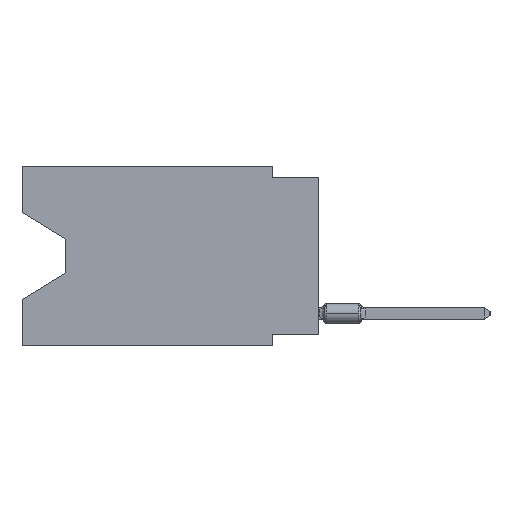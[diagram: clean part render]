
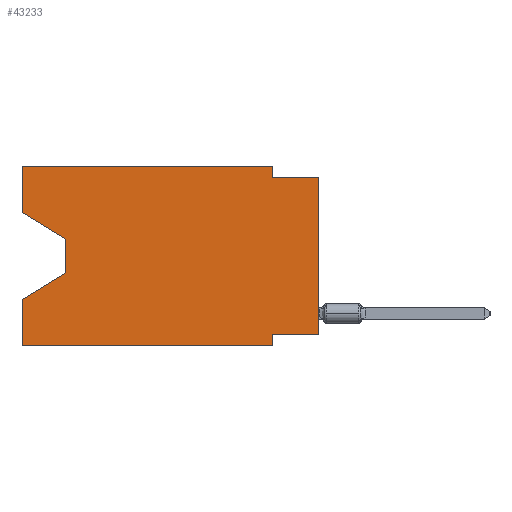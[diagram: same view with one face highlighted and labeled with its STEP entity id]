
A CAD part, left-side view. The second image highlights one B-rep face of the part: STEP entity #43233.
In plain terms, the highlighted planar face has unit normal (-1, 0, 0).
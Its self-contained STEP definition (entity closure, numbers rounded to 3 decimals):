
#47 = CARTESIAN_POINT ( 'NONE',  ( 0., 2.54, -9.906 ) ) ;
#76 = FACE_OUTER_BOUND ( 'NONE', #9194, .T. ) ;
#249 = EDGE_CURVE ( 'NONE', #44787, #13338, #31717, .T. ) ;
#357 = CARTESIAN_POINT ( 'NONE',  ( 0., 16.383, -9.906 ) ) ;
#778 = ORIENTED_EDGE ( 'NONE', *, *, #46678, .T. ) ;
#893 = CARTESIAN_POINT ( 'NONE',  ( 0., 0., -9.271 ) ) ;
#1998 = CARTESIAN_POINT ( 'NONE',  ( 0., 16.383, -2.546 ) ) ;
#2038 = LINE ( 'NONE', #25175, #5081 ) ;
#3884 = DIRECTION ( 'NONE',  ( 0., 0., -1. ) ) ;
#4306 = ORIENTED_EDGE ( 'NONE', *, *, #18348, .F. ) ;
#4468 = DIRECTION ( 'NONE',  ( 0., -1., 0. ) ) ;
#5081 = VECTOR ( 'NONE', #51600, 1000. ) ;
#5126 = LINE ( 'NONE', #27110, #41326 ) ;
#5437 = EDGE_CURVE ( 'NONE', #49245, #50707, #55039, .T. ) ;
#6343 = CARTESIAN_POINT ( 'NONE',  ( 0., 2.54, 0. ) ) ;
#7453 = CARTESIAN_POINT ( 'NONE',  ( 0., 0., -0.635 ) ) ;
#7948 = CARTESIAN_POINT ( 'NONE',  ( 0., 13.97, -4.013 ) ) ;
#8588 = DIRECTION ( 'NONE',  ( 1., 0., 0. ) ) ;
#8791 = VERTEX_POINT ( 'NONE', #55605 ) ;
#9194 = EDGE_LOOP ( 'NONE', ( #49290, #37350, #778, #14675, #27486, #23892, #48453, #39625, #4306, #23685, #14173, #47591 ) ) ;
#9560 = DIRECTION ( 'NONE',  ( 0., 0., -1. ) ) ;
#10466 = CARTESIAN_POINT ( 'NONE',  ( 0., 16.383, -2.546 ) ) ;
#10751 = CARTESIAN_POINT ( 'NONE',  ( 0., 0., -0.635 ) ) ;
#11054 = LINE ( 'NONE', #15728, #48768 ) ;
#12132 = EDGE_CURVE ( 'NONE', #42096, #51511, #37178, .T. ) ;
#13338 = VERTEX_POINT ( 'NONE', #47 ) ;
#14173 = ORIENTED_EDGE ( 'NONE', *, *, #37238, .F. ) ;
#14675 = ORIENTED_EDGE ( 'NONE', *, *, #26458, .F. ) ;
#14799 = DIRECTION ( 'NONE',  ( 0., 0., 1. ) ) ;
#14909 = EDGE_CURVE ( 'NONE', #8791, #13338, #45340, .T. ) ;
#15728 = CARTESIAN_POINT ( 'NONE',  ( 0., 13.97, -4.013 ) ) ;
#15953 = CARTESIAN_POINT ( 'NONE',  ( 0., 16.383, -9.906 ) ) ;
#16457 = CARTESIAN_POINT ( 'NONE',  ( 0., 2.54, 0. ) ) ;
#18348 = EDGE_CURVE ( 'NONE', #50707, #31811, #38825, .T. ) ;
#18363 = CARTESIAN_POINT ( 'NONE',  ( 0., 2.54, -9.906 ) ) ;
#18523 = VERTEX_POINT ( 'NONE', #893 ) ;
#18540 = LINE ( 'NONE', #49347, #19204 ) ;
#19204 = VECTOR ( 'NONE', #45238, 1000. ) ;
#19871 = DIRECTION ( 'NONE',  ( 0., -0.855, -0.519 ) ) ;
#20061 = VECTOR ( 'NONE', #24214, 1000. ) ;
#21840 = LINE ( 'NONE', #56786, #30699 ) ;
#23285 = CARTESIAN_POINT ( 'NONE',  ( 0., 16.383, -7.36 ) ) ;
#23396 = VECTOR ( 'NONE', #9560, 1000. ) ;
#23685 = ORIENTED_EDGE ( 'NONE', *, *, #5437, .F. ) ;
#23892 = ORIENTED_EDGE ( 'NONE', *, *, #14909, .F. ) ;
#23926 = CARTESIAN_POINT ( 'NONE',  ( 0., 16.383, 0. ) ) ;
#24214 = DIRECTION ( 'NONE',  ( 0., 0., -1. ) ) ;
#25175 = CARTESIAN_POINT ( 'NONE',  ( 0., 16.383, 0. ) ) ;
#25262 = VECTOR ( 'NONE', #19871, 1000. ) ;
#26016 = CARTESIAN_POINT ( 'NONE',  ( 0., 13.97, -5.893 ) ) ;
#26117 = EDGE_CURVE ( 'NONE', #51511, #49814, #11054, .T. ) ;
#26458 = EDGE_CURVE ( 'NONE', #44787, #47493, #5126, .T. ) ;
#27110 = CARTESIAN_POINT ( 'NONE',  ( 0., 16.383, 0. ) ) ;
#27486 = ORIENTED_EDGE ( 'NONE', *, *, #249, .T. ) ;
#29723 = DIRECTION ( 'NONE',  ( 0., -1., 0. ) ) ;
#30699 = VECTOR ( 'NONE', #43303, 1000. ) ;
#31717 = LINE ( 'NONE', #357, #39455 ) ;
#31811 = VERTEX_POINT ( 'NONE', #10751 ) ;
#32095 = VERTEX_POINT ( 'NONE', #23926 ) ;
#33407 = CARTESIAN_POINT ( 'NONE',  ( 0., 13.97, -5.893 ) ) ;
#34672 = PLANE ( 'NONE',  #52227 ) ;
#35832 = CARTESIAN_POINT ( 'NONE',  ( 0., 16.383, 0. ) ) ;
#36954 = VECTOR ( 'NONE', #29723, 1000. ) ;
#37178 = LINE ( 'NONE', #1998, #25262 ) ;
#37238 = EDGE_CURVE ( 'NONE', #32095, #49245, #53844, .T. ) ;
#37350 = ORIENTED_EDGE ( 'NONE', *, *, #26117, .T. ) ;
#37529 = DIRECTION ( 'NONE',  ( 0., 0.855, -0.519 ) ) ;
#37680 = EDGE_CURVE ( 'NONE', #18523, #31811, #18540, .T. ) ;
#38406 = EDGE_CURVE ( 'NONE', #42096, #32095, #2038, .T. ) ;
#38825 = LINE ( 'NONE', #7453, #36954 ) ;
#39455 = VECTOR ( 'NONE', #4468, 1000. ) ;
#39625 = ORIENTED_EDGE ( 'NONE', *, *, #37680, .T. ) ;
#40052 = CARTESIAN_POINT ( 'NONE',  ( 0., 16.383, 0. ) ) ;
#40149 = VECTOR ( 'NONE', #37529, 1000. ) ;
#41326 = VECTOR ( 'NONE', #14799, 1000. ) ;
#41361 = LINE ( 'NONE', #33407, #40149 ) ;
#42096 = VERTEX_POINT ( 'NONE', #10466 ) ;
#43233 = ADVANCED_FACE ( 'NONE', ( #76 ), #34672, .F. ) ;
#43303 = DIRECTION ( 'NONE',  ( 0., 1., 0. ) ) ;
#43572 = VECTOR ( 'NONE', #57959, 1000. ) ;
#44787 = VERTEX_POINT ( 'NONE', #15953 ) ;
#45238 = DIRECTION ( 'NONE',  ( 0., 0., 1. ) ) ;
#45340 = LINE ( 'NONE', #18363, #23396 ) ;
#45520 = EDGE_CURVE ( 'NONE', #18523, #8791, #21840, .T. ) ;
#46678 = EDGE_CURVE ( 'NONE', #49814, #47493, #41361, .T. ) ;
#46830 = DIRECTION ( 'NONE',  ( 0., 0., -1. ) ) ;
#47493 = VERTEX_POINT ( 'NONE', #23285 ) ;
#47591 = ORIENTED_EDGE ( 'NONE', *, *, #38406, .F. ) ;
#48453 = ORIENTED_EDGE ( 'NONE', *, *, #45520, .F. ) ;
#48768 = VECTOR ( 'NONE', #46830, 1000. ) ;
#49245 = VERTEX_POINT ( 'NONE', #16457 ) ;
#49290 = ORIENTED_EDGE ( 'NONE', *, *, #12132, .T. ) ;
#49347 = CARTESIAN_POINT ( 'NONE',  ( 0., 0., 0. ) ) ;
#49814 = VERTEX_POINT ( 'NONE', #26016 ) ;
#50707 = VERTEX_POINT ( 'NONE', #56338 ) ;
#51511 = VERTEX_POINT ( 'NONE', #7948 ) ;
#51600 = DIRECTION ( 'NONE',  ( 0., 0., 1. ) ) ;
#52227 = AXIS2_PLACEMENT_3D ( 'NONE', #35832, #8588, #3884 ) ;
#53844 = LINE ( 'NONE', #40052, #43572 ) ;
#55039 = LINE ( 'NONE', #6343, #20061 ) ;
#55605 = CARTESIAN_POINT ( 'NONE',  ( 0., 2.54, -9.271 ) ) ;
#56338 = CARTESIAN_POINT ( 'NONE',  ( 0., 2.54, -0.635 ) ) ;
#56786 = CARTESIAN_POINT ( 'NONE',  ( 0., 0., -9.271 ) ) ;
#57959 = DIRECTION ( 'NONE',  ( 0., -1., 0. ) ) ;
